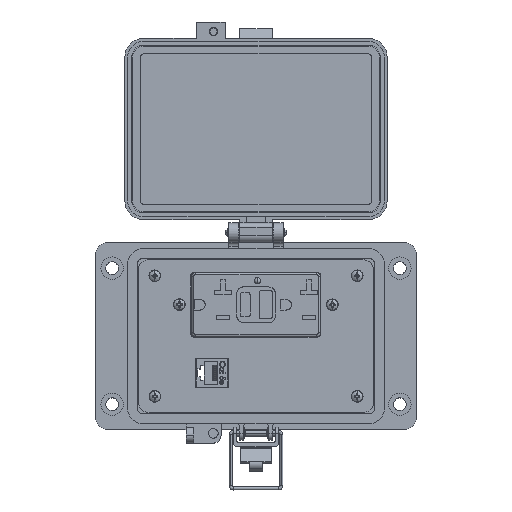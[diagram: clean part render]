
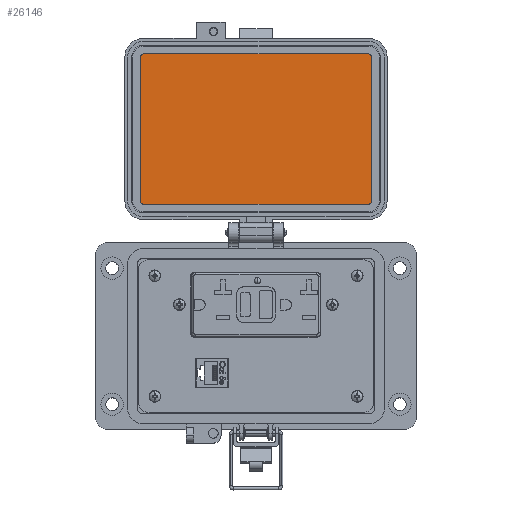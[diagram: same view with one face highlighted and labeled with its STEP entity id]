
A CAD part, top view. The second image highlights one B-rep face of the part: STEP entity #26146.
In plain terms, the highlighted planar face has unit normal (0, 0, 1).
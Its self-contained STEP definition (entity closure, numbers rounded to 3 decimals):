
#400 = DIRECTION ( 'NONE',  ( 0., 0., -1. ) ) ;
#1154 = ORIENTED_EDGE ( 'NONE', *, *, #88726, .F. ) ;
#1544 = DIRECTION ( 'NONE',  ( 1., 0., 0. ) ) ;
#1779 = AXIS2_PLACEMENT_3D ( 'NONE', #82798, #34317, #90935 ) ;
#2861 = ORIENTED_EDGE ( 'NONE', *, *, #76182, .F. ) ;
#4408 = DIRECTION ( 'NONE',  ( 0., -1., 0. ) ) ;
#9162 = CARTESIAN_POINT ( 'NONE',  ( -30.745, 145.119, 8.694 ) ) ;
#10534 = VERTEX_POINT ( 'NONE', #31873 ) ;
#14311 = VERTEX_POINT ( 'NONE', #71966 ) ;
#17287 = DIRECTION ( 'NONE',  ( 0., -1., 0. ) ) ;
#18064 = EDGE_CURVE ( 'NONE', #34836, #14311, #42412, .T. ) ;
#19960 = EDGE_CURVE ( 'NONE', #87322, #10534, #38041, .T. ) ;
#20350 = CARTESIAN_POINT ( 'NONE',  ( -57.72, 143.334, 8.694 ) ) ;
#22120 = CIRCLE ( 'NONE', #1779, 1.785 ) ;
#24344 = AXIS2_PLACEMENT_3D ( 'NONE', #20350, #76949, #28479 ) ;
#26146 = ADVANCED_FACE ( 'NONE', ( #26422 ), #81714, .T. ) ;
#26422 = FACE_OUTER_BOUND ( 'NONE', #97667, .T. ) ;
#28479 = DIRECTION ( 'NONE',  ( 0., -1., 0. ) ) ;
#29399 = VERTEX_POINT ( 'NONE', #38620 ) ;
#31031 = EDGE_CURVE ( 'NONE', #10534, #39125, #22120, .T. ) ;
#31873 = CARTESIAN_POINT ( 'NONE',  ( -57.72, 67.765, 8.694 ) ) ;
#32449 = CARTESIAN_POINT ( 'NONE',  ( -57.72, 145.119, 8.694 ) ) ;
#34317 = DIRECTION ( 'NONE',  ( 0., 0., -1. ) ) ;
#34836 = VERTEX_POINT ( 'NONE', #80795 ) ;
#36031 = EDGE_CURVE ( 'NONE', #14311, #87322, #37334, .T. ) ;
#36872 = LINE ( 'NONE', #98576, #55949 ) ;
#37334 = CIRCLE ( 'NONE', #80991, 1.785 ) ;
#37687 = AXIS2_PLACEMENT_3D ( 'NONE', #38532, #95106, #46677 ) ;
#38041 = LINE ( 'NONE', #49303, #57109 ) ;
#38064 = EDGE_CURVE ( 'NONE', #53319, #41377, #61069, .T. ) ;
#38532 = CARTESIAN_POINT ( 'NONE',  ( 57.717, 143.334, 8.694 ) ) ;
#38620 = CARTESIAN_POINT ( 'NONE',  ( -59.505, 143.334, 8.694 ) ) ;
#39001 = CARTESIAN_POINT ( 'NONE',  ( 57.717, 67.765, 8.694 ) ) ;
#39125 = VERTEX_POINT ( 'NONE', #101416 ) ;
#41377 = VERTEX_POINT ( 'NONE', #72886 ) ;
#42208 = CARTESIAN_POINT ( 'NONE',  ( 57.717, 145.119, 8.694 ) ) ;
#42412 = LINE ( 'NONE', #77288, #104432 ) ;
#46677 = DIRECTION ( 'NONE',  ( 0., -1., 0. ) ) ;
#48865 = CARTESIAN_POINT ( 'NONE',  ( 57.717, 69.55, 8.694 ) ) ;
#49303 = CARTESIAN_POINT ( 'NONE',  ( -57.72, 67.765, 8.694 ) ) ;
#51342 = ORIENTED_EDGE ( 'NONE', *, *, #38064, .F. ) ;
#53319 = VERTEX_POINT ( 'NONE', #32449 ) ;
#55279 = ORIENTED_EDGE ( 'NONE', *, *, #19960, .F. ) ;
#55949 = VECTOR ( 'NONE', #58344, 1000. ) ;
#57032 = DIRECTION ( 'NONE',  ( 0., -1., 0. ) ) ;
#57109 = VECTOR ( 'NONE', #57450, 1000. ) ;
#57450 = DIRECTION ( 'NONE',  ( -1., 0., 0. ) ) ;
#58344 = DIRECTION ( 'NONE',  ( 0., 1., 0. ) ) ;
#61069 = LINE ( 'NONE', #42208, #104060 ) ;
#61364 = ORIENTED_EDGE ( 'NONE', *, *, #66939, .F. ) ;
#65736 = DIRECTION ( 'NONE',  ( 0., 0., 1. ) ) ;
#66939 = EDGE_CURVE ( 'NONE', #41377, #34836, #102762, .T. ) ;
#71966 = CARTESIAN_POINT ( 'NONE',  ( 59.502, 69.55, 8.694 ) ) ;
#72886 = CARTESIAN_POINT ( 'NONE',  ( 57.717, 145.119, 8.694 ) ) ;
#74652 = ORIENTED_EDGE ( 'NONE', *, *, #18064, .F. ) ;
#76182 = EDGE_CURVE ( 'NONE', #39125, #29399, #36872, .T. ) ;
#76949 = DIRECTION ( 'NONE',  ( 0., 0., -1. ) ) ;
#77288 = CARTESIAN_POINT ( 'NONE',  ( 59.502, 69.55, 8.694 ) ) ;
#80795 = CARTESIAN_POINT ( 'NONE',  ( 59.502, 143.334, 8.694 ) ) ;
#80991 = AXIS2_PLACEMENT_3D ( 'NONE', #48865, #400, #57032 ) ;
#81714 = PLANE ( 'NONE',  #89290 ) ;
#82798 = CARTESIAN_POINT ( 'NONE',  ( -57.72, 69.55, 8.694 ) ) ;
#85713 = ORIENTED_EDGE ( 'NONE', *, *, #36031, .F. ) ;
#87322 = VERTEX_POINT ( 'NONE', #39001 ) ;
#88726 = EDGE_CURVE ( 'NONE', #29399, #53319, #103122, .T. ) ;
#88848 = ORIENTED_EDGE ( 'NONE', *, *, #31031, .F. ) ;
#89290 = AXIS2_PLACEMENT_3D ( 'NONE', #9162, #65736, #17287 ) ;
#90935 = DIRECTION ( 'NONE',  ( 0., -1., 0. ) ) ;
#95106 = DIRECTION ( 'NONE',  ( 0., 0., -1. ) ) ;
#97667 = EDGE_LOOP ( 'NONE', ( #1154, #2861, #88848, #55279, #85713, #74652, #61364, #51342 ) ) ;
#98576 = CARTESIAN_POINT ( 'NONE',  ( -59.505, 143.334, 8.694 ) ) ;
#101416 = CARTESIAN_POINT ( 'NONE',  ( -59.505, 69.55, 8.694 ) ) ;
#102762 = CIRCLE ( 'NONE', #37687, 1.785 ) ;
#103122 = CIRCLE ( 'NONE', #24344, 1.785 ) ;
#104060 = VECTOR ( 'NONE', #1544, 1000. ) ;
#104432 = VECTOR ( 'NONE', #4408, 1000. ) ;
